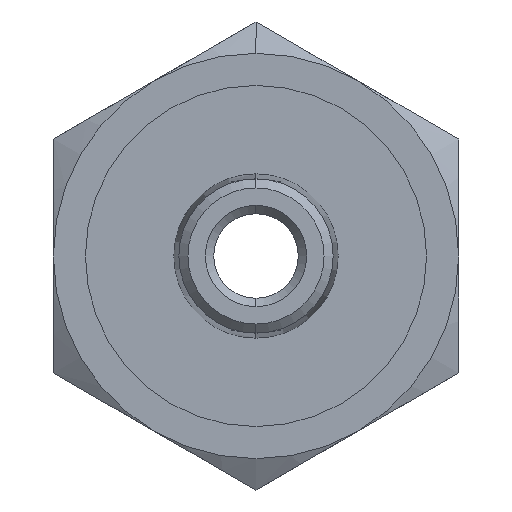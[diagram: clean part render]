
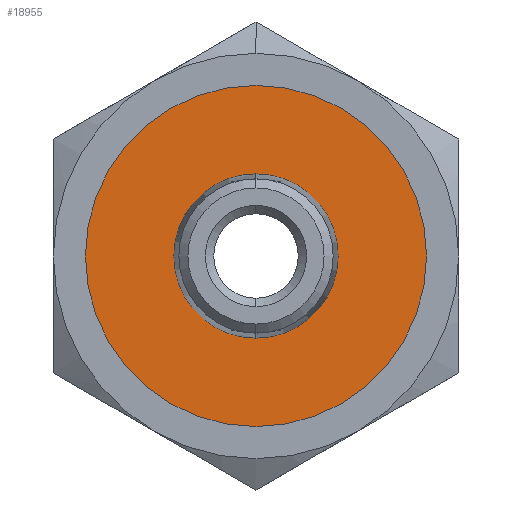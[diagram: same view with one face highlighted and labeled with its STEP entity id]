
A CAD part, front view. The second image highlights one B-rep face of the part: STEP entity #18955.
In plain terms, the highlighted planar face has unit normal (0, -1, 0).
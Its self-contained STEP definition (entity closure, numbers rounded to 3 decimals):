
#360 = CIRCLE ( 'NONE', #11225, 10.1 ) ;
#373 = EDGE_CURVE ( 'NONE', #2245, #14693, #12904, .T. ) ;
#408 = DIRECTION ( 'NONE',  ( 0., -1., 0. ) ) ;
#2040 = DIRECTION ( 'NONE',  ( 0., 0., -1. ) ) ;
#2098 = DIRECTION ( 'NONE',  ( 0., -1., 0. ) ) ;
#2245 = VERTEX_POINT ( 'NONE', #8058 ) ;
#2330 = ORIENTED_EDGE ( 'NONE', *, *, #8933, .T. ) ;
#4290 = EDGE_LOOP ( 'NONE', ( #2330, #19717 ) ) ;
#4920 = AXIS2_PLACEMENT_3D ( 'NONE', #15544, #20593, #8418 ) ;
#5379 = ORIENTED_EDGE ( 'NONE', *, *, #373, .F. ) ;
#5447 = CARTESIAN_POINT ( 'NONE',  ( 0., 0., 0. ) ) ;
#5847 = CARTESIAN_POINT ( 'NONE',  ( 0., 0., 0. ) ) ;
#6005 = CARTESIAN_POINT ( 'NONE',  ( 0., 0., 10.1 ) ) ;
#7107 = DIRECTION ( 'NONE',  ( 0., -1., 0. ) ) ;
#8058 = CARTESIAN_POINT ( 'NONE',  ( 0., 0., 4.864 ) ) ;
#8418 = DIRECTION ( 'NONE',  ( 0., 0., -1. ) ) ;
#8436 = DIRECTION ( 'NONE',  ( 0., 0., -1. ) ) ;
#8644 = FACE_BOUND ( 'NONE', #17426, .T. ) ;
#8750 = AXIS2_PLACEMENT_3D ( 'NONE', #11148, #2098, #13743 ) ;
#8933 = EDGE_CURVE ( 'NONE', #10175, #21395, #360, .T. ) ;
#10099 = AXIS2_PLACEMENT_3D ( 'NONE', #5847, #17496, #12692 ) ;
#10175 = VERTEX_POINT ( 'NONE', #20681 ) ;
#10398 = CARTESIAN_POINT ( 'NONE',  ( 0., 0., 13.856 ) ) ;
#11148 = CARTESIAN_POINT ( 'NONE',  ( 0., 0., 0. ) ) ;
#11214 = CIRCLE ( 'NONE', #8750, 4.864 ) ;
#11225 = AXIS2_PLACEMENT_3D ( 'NONE', #5447, #408, #2040 ) ;
#12692 = DIRECTION ( 'NONE',  ( 0., 0., -1. ) ) ;
#12904 = CIRCLE ( 'NONE', #10099, 4.864 ) ;
#13033 = CARTESIAN_POINT ( 'NONE',  ( 0., 0., -4.864 ) ) ;
#13743 = DIRECTION ( 'NONE',  ( 0., 0., -1. ) ) ;
#13807 = PLANE ( 'NONE',  #19194 ) ;
#14381 = CIRCLE ( 'NONE', #4920, 10.1 ) ;
#14582 = ORIENTED_EDGE ( 'NONE', *, *, #15012, .F. ) ;
#14693 = VERTEX_POINT ( 'NONE', #13033 ) ;
#15012 = EDGE_CURVE ( 'NONE', #14693, #2245, #11214, .T. ) ;
#15544 = CARTESIAN_POINT ( 'NONE',  ( 0., 0., 0. ) ) ;
#17426 = EDGE_LOOP ( 'NONE', ( #5379, #14582 ) ) ;
#17496 = DIRECTION ( 'NONE',  ( 0., -1., 0. ) ) ;
#18751 = FACE_OUTER_BOUND ( 'NONE', #4290, .T. ) ;
#18955 = ADVANCED_FACE ( 'NONE', ( #18751, #8644 ), #13807, .T. ) ;
#19194 = AXIS2_PLACEMENT_3D ( 'NONE', #10398, #7107, #8436 ) ;
#19717 = ORIENTED_EDGE ( 'NONE', *, *, #20170, .T. ) ;
#20170 = EDGE_CURVE ( 'NONE', #21395, #10175, #14381, .T. ) ;
#20593 = DIRECTION ( 'NONE',  ( 0., -1., 0. ) ) ;
#20681 = CARTESIAN_POINT ( 'NONE',  ( 0., 0., -10.1 ) ) ;
#21395 = VERTEX_POINT ( 'NONE', #6005 ) ;
